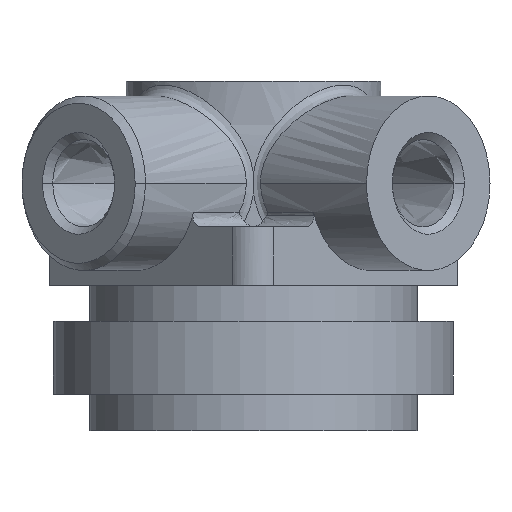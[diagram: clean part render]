
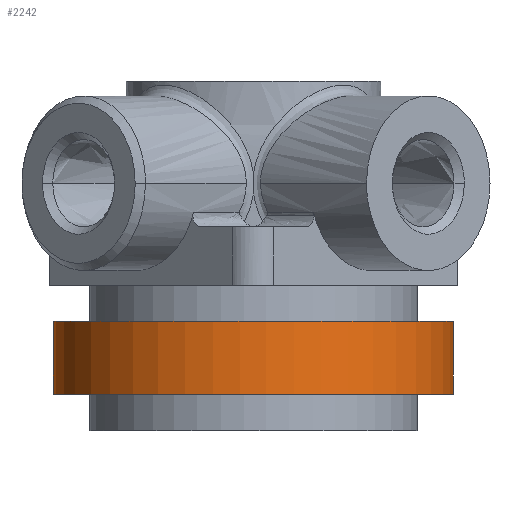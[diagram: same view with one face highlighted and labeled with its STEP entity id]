
A CAD part, front view. The second image highlights one B-rep face of the part: STEP entity #2242.
In plain terms, the highlighted free-form (B-spline) face has degree [2, 1] with [5, 2] control points.
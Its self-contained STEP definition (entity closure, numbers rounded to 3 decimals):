
#1270 = VERTEX_POINT('',#1271);
#1271 = CARTESIAN_POINT('',(35.59,0.,
    19.413));
#1272 = VERTEX_POINT('',#1273);
#1273 = CARTESIAN_POINT('',(-35.59,0.,19.413));
#1281 = EDGE_CURVE('',#1270,#1282,#1284,.T.);
#1282 = VERTEX_POINT('',#1283);
#1283 = CARTESIAN_POINT('',(35.59,0.,
    6.471));
#1284 = B_SPLINE_CURVE_WITH_KNOTS('',1,(#1285,#1286),.UNSPECIFIED.,.F.,
  .F.,(2,2),(-0.,10.),.PIECEWISE_BEZIER_KNOTS.);
#1285 = CARTESIAN_POINT('',(35.59,0.,
    19.413));
#1286 = CARTESIAN_POINT('',(35.59,0.,
    6.471));
#1289 = VERTEX_POINT('',#1290);
#1290 = CARTESIAN_POINT('',(-35.59,0.,6.471));
#1298 = EDGE_CURVE('',#1272,#1289,#1299,.T.);
#1299 = B_SPLINE_CURVE_WITH_KNOTS('',1,(#1300,#1301),.UNSPECIFIED.,.F.,
  .F.,(2,2),(-0.,10.),.PIECEWISE_BEZIER_KNOTS.);
#1300 = CARTESIAN_POINT('',(-35.59,0.,19.413));
#1301 = CARTESIAN_POINT('',(-35.59,0.,6.471));
#2242 = ADVANCED_FACE('',(#2243),#2263,.T.);
#2243 = FACE_BOUND('',#2244,.T.);
#2244 = EDGE_LOOP('',(#2245,#2246,#2254,#2255));
#2245 = ORIENTED_EDGE('',*,*,#1281,.F.);
#2246 = ORIENTED_EDGE('',*,*,#2247,.F.);
#2247 = EDGE_CURVE('',#1272,#1270,#2248,.T.);
#2248 = ( BOUNDED_CURVE() B_SPLINE_CURVE(2,(#2249,#2250,#2251,#2252,
#2253),.UNSPECIFIED.,.F.,.F.) B_SPLINE_CURVE_WITH_KNOTS((3,2,3),(
    3.142,4.712,6.283),
.PIECEWISE_BEZIER_KNOTS.) CURVE() GEOMETRIC_REPRESENTATION_ITEM() 
RATIONAL_B_SPLINE_CURVE((1.,0.707,1.,0.707,1.)) 
REPRESENTATION_ITEM('') );
#2249 = CARTESIAN_POINT('',(-35.59,0.,
    19.413));
#2250 = CARTESIAN_POINT('',(-35.59,-35.59,
    19.413));
#2251 = CARTESIAN_POINT('',(0.,-35.59,
    19.413));
#2252 = CARTESIAN_POINT('',(35.59,-35.59,
    19.413));
#2253 = CARTESIAN_POINT('',(35.59,0.,
    19.413));
#2254 = ORIENTED_EDGE('',*,*,#1298,.T.);
#2255 = ORIENTED_EDGE('',*,*,#2256,.T.);
#2256 = EDGE_CURVE('',#1289,#1282,#2257,.T.);
#2257 = ( BOUNDED_CURVE() B_SPLINE_CURVE(2,(#2258,#2259,#2260,#2261,
#2262),.UNSPECIFIED.,.F.,.F.) B_SPLINE_CURVE_WITH_KNOTS((3,2,3),(
    3.142,4.712,6.283),
.PIECEWISE_BEZIER_KNOTS.) CURVE() GEOMETRIC_REPRESENTATION_ITEM() 
RATIONAL_B_SPLINE_CURVE((1.,0.707,1.,0.707,1.)) 
REPRESENTATION_ITEM('') );
#2258 = CARTESIAN_POINT('',(-35.59,0.,
    6.471));
#2259 = CARTESIAN_POINT('',(-35.59,-35.59,
    6.471));
#2260 = CARTESIAN_POINT('',(0.,-35.59,
    6.471));
#2261 = CARTESIAN_POINT('',(35.59,-35.59,
    6.471));
#2262 = CARTESIAN_POINT('',(35.59,0.,
    6.471));
#2263 = ( BOUNDED_SURFACE() B_SPLINE_SURFACE(2,1,(
    (#2264,#2265)
    ,(#2266,#2267)
    ,(#2268,#2269)
    ,(#2270,#2271)
    ,(#2272,#2273
)),.UNSPECIFIED.,.F.,.F.,.F.) B_SPLINE_SURFACE_WITH_KNOTS((3,2,3),(2,2),
  (3.142,4.712,6.283),(0.,10.),
.PIECEWISE_BEZIER_KNOTS.) GEOMETRIC_REPRESENTATION_ITEM() 
RATIONAL_B_SPLINE_SURFACE((
    (1.,1.)
    ,(0.707,0.707)
    ,(1.,1.)
    ,(0.707,0.707)
,(1.,1.))) REPRESENTATION_ITEM('') SURFACE() );
#2264 = CARTESIAN_POINT('',(35.59,0.,
    19.413));
#2265 = CARTESIAN_POINT('',(35.59,0.,
    6.471));
#2266 = CARTESIAN_POINT('',(35.59,-35.59,
    19.413));
#2267 = CARTESIAN_POINT('',(35.59,-35.59,
    6.471));
#2268 = CARTESIAN_POINT('',(0.,-35.59,
    19.413));
#2269 = CARTESIAN_POINT('',(0.,-35.59,
    6.471));
#2270 = CARTESIAN_POINT('',(-35.59,-35.59,
    19.413));
#2271 = CARTESIAN_POINT('',(-35.59,-35.59,
    6.471));
#2272 = CARTESIAN_POINT('',(-35.59,0.,
    19.413));
#2273 = CARTESIAN_POINT('',(-35.59,0.,
    6.471));
